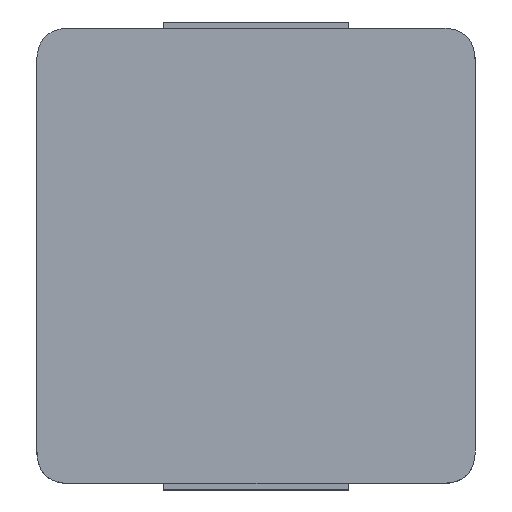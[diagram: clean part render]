
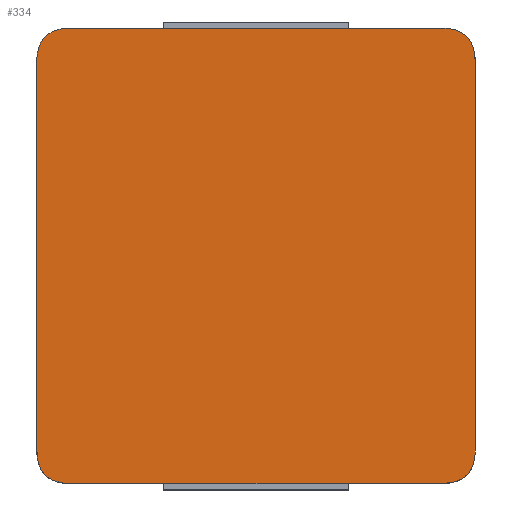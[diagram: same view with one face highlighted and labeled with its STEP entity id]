
A CAD part, top view. The second image highlights one B-rep face of the part: STEP entity #334.
In plain terms, the highlighted planar face has unit normal (0, 0, 1).
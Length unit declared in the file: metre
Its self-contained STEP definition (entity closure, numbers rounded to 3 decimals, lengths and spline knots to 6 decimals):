
#32=B_SPLINE_CURVE_WITH_KNOTS('',3,(#564,#565,#566,#567),.UNSPECIFIED.,
 .F.,.F.,(4,4),(0.,1.),.UNSPECIFIED.);
#33=B_SPLINE_CURVE_WITH_KNOTS('',3,(#568,#569,#570,#571),.UNSPECIFIED.,
 .F.,.F.,(4,4),(0.,1.),.UNSPECIFIED.);
#34=B_SPLINE_CURVE_WITH_KNOTS('',3,(#572,#573,#574,#575),.UNSPECIFIED.,
 .F.,.F.,(4,4),(0.,1.),.UNSPECIFIED.);
#35=B_SPLINE_CURVE_WITH_KNOTS('',3,(#576,#577,#578,#579),.UNSPECIFIED.,
 .F.,.F.,(4,4),(0.,1.),.UNSPECIFIED.);
#64=ORIENTED_EDGE('',*,*,#141,.T.);
#65=ORIENTED_EDGE('',*,*,#160,.T.);
#66=ORIENTED_EDGE('',*,*,#156,.F.);
#67=ORIENTED_EDGE('',*,*,#161,.T.);
#68=ORIENTED_EDGE('',*,*,#149,.F.);
#69=ORIENTED_EDGE('',*,*,#162,.T.);
#70=ORIENTED_EDGE('',*,*,#154,.T.);
#71=ORIENTED_EDGE('',*,*,#163,.T.);
#141=EDGE_CURVE('',#190,#189,#220,.T.);
#149=EDGE_CURVE('',#197,#198,#226,.T.);
#154=EDGE_CURVE('',#203,#202,#229,.T.);
#156=EDGE_CURVE('',#204,#205,#230,.T.);
#160=EDGE_CURVE('',#189,#205,#32,.T.);
#161=EDGE_CURVE('',#204,#198,#33,.T.);
#162=EDGE_CURVE('',#197,#203,#34,.T.);
#163=EDGE_CURVE('',#202,#190,#35,.T.);
#189=VERTEX_POINT('',#501);
#190=VERTEX_POINT('',#503);
#197=VERTEX_POINT('',#524);
#198=VERTEX_POINT('',#526);
#202=VERTEX_POINT('',#541);
#203=VERTEX_POINT('',#543);
#204=VERTEX_POINT('',#550);
#205=VERTEX_POINT('',#551);
#220=LINE('',#502,#252);
#226=LINE('',#525,#258);
#229=LINE('',#542,#261);
#230=LINE('',#549,#262);
#252=VECTOR('',#432,1.);
#258=VECTOR('',#440,1.);
#261=VECTOR('',#445,1.);
#262=VECTOR('',#448,1.);
#284=EDGE_LOOP('',(#64,#65,#66,#67,#68,#69,#70,#71));
#302=FACE_BOUND('',#284,.T.);
#320=PLANE('',#414);
#334=ADVANCED_FACE('',(#302),#320,.T.);
#414=AXIS2_PLACEMENT_3D('',#563,#450,#451);
#432=DIRECTION('',(1.,0.,0.));
#440=DIRECTION('',(1.,0.,0.));
#445=DIRECTION('',(0.,-1.,0.));
#448=DIRECTION('',(0.,-1.,0.));
#450=DIRECTION('',(0.,0.,1.));
#451=DIRECTION('',(1.,0.,0.));
#501=CARTESIAN_POINT('',(0.0022,-0.0027,0.0016));
#502=CARTESIAN_POINT('',(0.,-0.0027,0.0016));
#503=CARTESIAN_POINT('',(-0.0022,-0.0027,0.0016));
#524=CARTESIAN_POINT('',(-0.0022,0.0027,0.0016));
#525=CARTESIAN_POINT('',(0.,0.0027,0.0016));
#526=CARTESIAN_POINT('',(0.0022,0.0027,0.0016));
#541=CARTESIAN_POINT('',(-0.0026,-0.0023,0.0016));
#542=CARTESIAN_POINT('',(-0.0026,0.,0.0016));
#543=CARTESIAN_POINT('',(-0.0026,0.0023,0.0016));
#549=CARTESIAN_POINT('',(0.0026,0.,0.0016));
#550=CARTESIAN_POINT('',(0.0026,0.0023,0.0016));
#551=CARTESIAN_POINT('',(0.0026,-0.0023,0.0016));
#563=CARTESIAN_POINT('',(0.,0.,0.0016));
#564=CARTESIAN_POINT('',(0.0022,-0.0027,0.0016));
#565=CARTESIAN_POINT('',(0.002467,-0.0027,0.0016));
#566=CARTESIAN_POINT('',(0.0026,-0.002567,0.0016));
#567=CARTESIAN_POINT('',(0.0026,-0.0023,0.0016));
#568=CARTESIAN_POINT('',(0.0026,0.0023,0.0016));
#569=CARTESIAN_POINT('',(0.0026,0.002567,0.0016));
#570=CARTESIAN_POINT('',(0.002467,0.0027,0.0016));
#571=CARTESIAN_POINT('',(0.0022,0.0027,0.0016));
#572=CARTESIAN_POINT('',(-0.0022,0.0027,0.0016));
#573=CARTESIAN_POINT('',(-0.002467,0.0027,0.0016));
#574=CARTESIAN_POINT('',(-0.0026,0.002567,0.0016));
#575=CARTESIAN_POINT('',(-0.0026,0.0023,0.0016));
#576=CARTESIAN_POINT('',(-0.0026,-0.0023,0.0016));
#577=CARTESIAN_POINT('',(-0.0026,-0.002567,0.0016));
#578=CARTESIAN_POINT('',(-0.002467,-0.0027,0.0016));
#579=CARTESIAN_POINT('',(-0.0022,-0.0027,0.0016));
